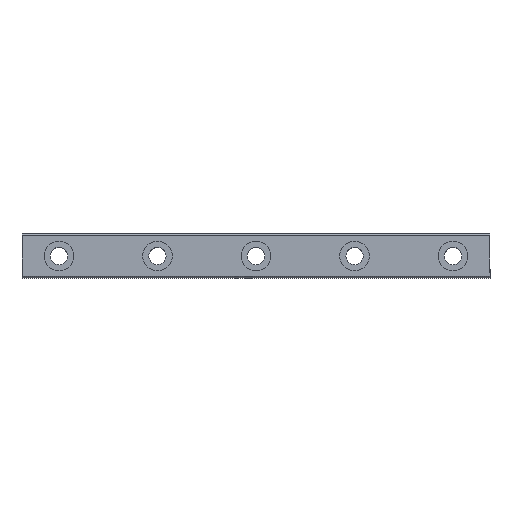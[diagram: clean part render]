
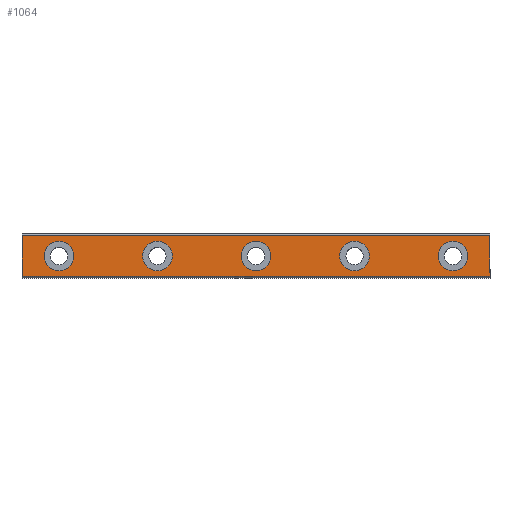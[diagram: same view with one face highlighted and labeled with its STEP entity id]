
A CAD part, top view. The second image highlights one B-rep face of the part: STEP entity #1064.
In plain terms, the highlighted planar face has unit normal (0, 0, 1).
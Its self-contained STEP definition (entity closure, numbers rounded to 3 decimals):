
#10 = ORIENTED_EDGE ( 'NONE', *, *, #1417, .T. ) ;
#19 = DIRECTION ( 'NONE',  ( 0., 0., -1. ) ) ;
#49 = CARTESIAN_POINT ( 'NONE',  ( 83., 0., 6.5 ) ) ;
#51 = ORIENTED_EDGE ( 'NONE', *, *, #1773, .T. ) ;
#59 = CARTESIAN_POINT ( 'NONE',  ( 40., 0., 6.5 ) ) ;
#60 = EDGE_LOOP ( 'NONE', ( #771, #1965 ) ) ;
#64 = CIRCLE ( 'NONE', #1294, 3. ) ;
#73 = CIRCLE ( 'NONE', #1896, 3. ) ;
#85 = CARTESIAN_POINT ( 'NONE',  ( 23., 0., 6.5 ) ) ;
#98 = EDGE_CURVE ( 'NONE', #2121, #2085, #64, .T. ) ;
#102 = AXIS2_PLACEMENT_3D ( 'NONE', #1759, #1249, #1413 ) ;
#106 = AXIS2_PLACEMENT_3D ( 'NONE', #1625, #922, #1798 ) ;
#123 = ORIENTED_EDGE ( 'NONE', *, *, #612, .T. ) ;
#138 = DIRECTION ( 'NONE',  ( 1., 0., 0. ) ) ;
#167 = VERTEX_POINT ( 'NONE', #85 ) ;
#175 = CARTESIAN_POINT ( 'NONE',  ( 20., 0., 6.5 ) ) ;
#181 = CARTESIAN_POINT ( 'NONE',  ( -7.5, 4.1, 6.5 ) ) ;
#191 = DIRECTION ( 'NONE',  ( 0., -1., 0. ) ) ;
#193 = EDGE_LOOP ( 'NONE', ( #10, #1447 ) ) ;
#214 = AXIS2_PLACEMENT_3D ( 'NONE', #1698, #1409, #724 ) ;
#234 = CARTESIAN_POINT ( 'NONE',  ( 37., 0., 6.5 ) ) ;
#239 = VECTOR ( 'NONE', #296, 1000. ) ;
#280 = FACE_BOUND ( 'NONE', #193, .T. ) ;
#286 = CIRCLE ( 'NONE', #569, 3. ) ;
#296 = DIRECTION ( 'NONE',  ( 0., -1., 0. ) ) ;
#297 = CARTESIAN_POINT ( 'NONE',  ( -7.5, -4.1, 6.5 ) ) ;
#300 = EDGE_LOOP ( 'NONE', ( #123, #1605 ) ) ;
#301 = DIRECTION ( 'NONE',  ( 0., -1., 0. ) ) ;
#339 = VERTEX_POINT ( 'NONE', #297 ) ;
#394 = CARTESIAN_POINT ( 'NONE',  ( 87.5, 4.1, 6.5 ) ) ;
#428 = ORIENTED_EDGE ( 'NONE', *, *, #1208, .T. ) ;
#429 = DIRECTION ( 'NONE',  ( 1., 0., 0. ) ) ;
#435 = FACE_BOUND ( 'NONE', #1560, .T. ) ;
#439 = EDGE_CURVE ( 'NONE', #1611, #167, #2096, .T. ) ;
#452 = VERTEX_POINT ( 'NONE', #517 ) ;
#463 = AXIS2_PLACEMENT_3D ( 'NONE', #2025, #1251, #429 ) ;
#517 = CARTESIAN_POINT ( 'NONE',  ( -3., 0., 6.5 ) ) ;
#550 = EDGE_CURVE ( 'NONE', #1622, #2150, #1366, .T. ) ;
#569 = AXIS2_PLACEMENT_3D ( 'NONE', #1181, #995, #1824 ) ;
#600 = FACE_BOUND ( 'NONE', #300, .T. ) ;
#609 = PLANE ( 'NONE',  #806 ) ;
#612 = EDGE_CURVE ( 'NONE', #452, #1596, #1120, .T. ) ;
#624 = EDGE_CURVE ( 'NONE', #339, #881, #2047, .T. ) ;
#699 = VERTEX_POINT ( 'NONE', #2102 ) ;
#720 = DIRECTION ( 'NONE',  ( 1., 0., 0. ) ) ;
#724 = DIRECTION ( 'NONE',  ( 1., 0., 0. ) ) ;
#746 = EDGE_CURVE ( 'NONE', #1764, #699, #1677, .T. ) ;
#761 = FACE_BOUND ( 'NONE', #60, .T. ) ;
#769 = ORIENTED_EDGE ( 'NONE', *, *, #1907, .F. ) ;
#771 = ORIENTED_EDGE ( 'NONE', *, *, #439, .T. ) ;
#794 = CARTESIAN_POINT ( 'NONE',  ( 60., 0., 6.5 ) ) ;
#796 = LINE ( 'NONE', #2134, #239 ) ;
#806 = AXIS2_PLACEMENT_3D ( 'NONE', #2119, #1636, #301 ) ;
#847 = CARTESIAN_POINT ( 'NONE',  ( -7.5, 4.1, 6.5 ) ) ;
#881 = VERTEX_POINT ( 'NONE', #2018 ) ;
#917 = EDGE_LOOP ( 'NONE', ( #51, #2051 ) ) ;
#922 = DIRECTION ( 'NONE',  ( 0., 0., -1. ) ) ;
#928 = DIRECTION ( 'NONE',  ( 0., 0., -1. ) ) ;
#932 = CARTESIAN_POINT ( 'NONE',  ( 3., 0., 6.5 ) ) ;
#935 = FACE_BOUND ( 'NONE', #917, .T. ) ;
#952 = DIRECTION ( 'NONE',  ( 0., 0., -1. ) ) ;
#966 = CARTESIAN_POINT ( 'NONE',  ( 43., 0., 6.5 ) ) ;
#985 = EDGE_CURVE ( 'NONE', #1206, #2133, #1386, .T. ) ;
#988 = CARTESIAN_POINT ( 'NONE',  ( 80., 0., 6.5 ) ) ;
#995 = DIRECTION ( 'NONE',  ( 0., 0., -1. ) ) ;
#1058 = DIRECTION ( 'NONE',  ( 1., 0., 0. ) ) ;
#1064 = ADVANCED_FACE ( 'NONE', ( #1453, #600, #761, #280, #435, #935 ), #609, .T. ) ;
#1083 = ORIENTED_EDGE ( 'NONE', *, *, #624, .T. ) ;
#1084 = DIRECTION ( 'NONE',  ( 1., 0., 0. ) ) ;
#1110 = ORIENTED_EDGE ( 'NONE', *, *, #746, .T. ) ;
#1120 = CIRCLE ( 'NONE', #102, 3. ) ;
#1128 = CIRCLE ( 'NONE', #463, 3. ) ;
#1156 = AXIS2_PLACEMENT_3D ( 'NONE', #175, #1533, #1840 ) ;
#1181 = CARTESIAN_POINT ( 'NONE',  ( 20., 0., 6.5 ) ) ;
#1206 = VERTEX_POINT ( 'NONE', #181 ) ;
#1208 = EDGE_CURVE ( 'NONE', #1206, #339, #2152, .T. ) ;
#1223 = ORIENTED_EDGE ( 'NONE', *, *, #985, .F. ) ;
#1249 = DIRECTION ( 'NONE',  ( 0., 0., -1. ) ) ;
#1251 = DIRECTION ( 'NONE',  ( 0., 0., -1. ) ) ;
#1266 = VECTOR ( 'NONE', #1411, 1000. ) ;
#1294 = AXIS2_PLACEMENT_3D ( 'NONE', #988, #19, #1658 ) ;
#1331 = CARTESIAN_POINT ( 'NONE',  ( 17., 0., 6.5 ) ) ;
#1366 = CIRCLE ( 'NONE', #2060, 3. ) ;
#1371 = CIRCLE ( 'NONE', #106, 3. ) ;
#1386 = LINE ( 'NONE', #1555, #1266 ) ;
#1409 = DIRECTION ( 'NONE',  ( 0., 0., -1. ) ) ;
#1411 = DIRECTION ( 'NONE',  ( 1., 0., 0. ) ) ;
#1413 = DIRECTION ( 'NONE',  ( 1., 0., 0. ) ) ;
#1417 = EDGE_CURVE ( 'NONE', #2150, #1622, #2105, .T. ) ;
#1436 = CARTESIAN_POINT ( 'NONE',  ( 63., 0., 6.5 ) ) ;
#1437 = AXIS2_PLACEMENT_3D ( 'NONE', #794, #952, #138 ) ;
#1447 = ORIENTED_EDGE ( 'NONE', *, *, #550, .T. ) ;
#1453 = FACE_OUTER_BOUND ( 'NONE', #1829, .T. ) ;
#1533 = DIRECTION ( 'NONE',  ( 0., 0., -1. ) ) ;
#1555 = CARTESIAN_POINT ( 'NONE',  ( -7.5, 4.1, 6.5 ) ) ;
#1560 = EDGE_LOOP ( 'NONE', ( #1756, #1110 ) ) ;
#1565 = EDGE_CURVE ( 'NONE', #699, #1764, #1371, .T. ) ;
#1566 = CARTESIAN_POINT ( 'NONE',  ( -7.5, -4.1, 6.5 ) ) ;
#1581 = CARTESIAN_POINT ( 'NONE',  ( 80., 0., 6.5 ) ) ;
#1596 = VERTEX_POINT ( 'NONE', #932 ) ;
#1605 = ORIENTED_EDGE ( 'NONE', *, *, #1778, .T. ) ;
#1611 = VERTEX_POINT ( 'NONE', #1331 ) ;
#1622 = VERTEX_POINT ( 'NONE', #966 ) ;
#1625 = CARTESIAN_POINT ( 'NONE',  ( 60., 0., 6.5 ) ) ;
#1636 = DIRECTION ( 'NONE',  ( 0., 0., 1. ) ) ;
#1643 = VECTOR ( 'NONE', #720, 1000. ) ;
#1658 = DIRECTION ( 'NONE',  ( 1., 0., 0. ) ) ;
#1677 = CIRCLE ( 'NONE', #1437, 3. ) ;
#1698 = CARTESIAN_POINT ( 'NONE',  ( 40., 0., 6.5 ) ) ;
#1706 = EDGE_CURVE ( 'NONE', #167, #1611, #286, .T. ) ;
#1756 = ORIENTED_EDGE ( 'NONE', *, *, #1565, .T. ) ;
#1759 = CARTESIAN_POINT ( 'NONE',  ( 0., 0., 6.5 ) ) ;
#1764 = VERTEX_POINT ( 'NONE', #1436 ) ;
#1773 = EDGE_CURVE ( 'NONE', #2085, #2121, #73, .T. ) ;
#1778 = EDGE_CURVE ( 'NONE', #1596, #452, #1128, .T. ) ;
#1798 = DIRECTION ( 'NONE',  ( 1., 0., 0. ) ) ;
#1822 = VECTOR ( 'NONE', #191, 1000. ) ;
#1824 = DIRECTION ( 'NONE',  ( 1., 0., 0. ) ) ;
#1829 = EDGE_LOOP ( 'NONE', ( #769, #1223, #428, #1083 ) ) ;
#1840 = DIRECTION ( 'NONE',  ( 1., 0., 0. ) ) ;
#1850 = CARTESIAN_POINT ( 'NONE',  ( 77., 0., 6.5 ) ) ;
#1896 = AXIS2_PLACEMENT_3D ( 'NONE', #1581, #928, #1084 ) ;
#1907 = EDGE_CURVE ( 'NONE', #2133, #881, #796, .T. ) ;
#1965 = ORIENTED_EDGE ( 'NONE', *, *, #1706, .T. ) ;
#2018 = CARTESIAN_POINT ( 'NONE',  ( 87.5, -4.1, 6.5 ) ) ;
#2025 = CARTESIAN_POINT ( 'NONE',  ( 0., 0., 6.5 ) ) ;
#2047 = LINE ( 'NONE', #1566, #1643 ) ;
#2051 = ORIENTED_EDGE ( 'NONE', *, *, #98, .T. ) ;
#2060 = AXIS2_PLACEMENT_3D ( 'NONE', #59, #2088, #1058 ) ;
#2085 = VERTEX_POINT ( 'NONE', #1850 ) ;
#2088 = DIRECTION ( 'NONE',  ( 0., 0., -1. ) ) ;
#2096 = CIRCLE ( 'NONE', #1156, 3. ) ;
#2102 = CARTESIAN_POINT ( 'NONE',  ( 57., 0., 6.5 ) ) ;
#2105 = CIRCLE ( 'NONE', #214, 3. ) ;
#2119 = CARTESIAN_POINT ( 'NONE',  ( -7.5, -4.1, 6.5 ) ) ;
#2121 = VERTEX_POINT ( 'NONE', #49 ) ;
#2133 = VERTEX_POINT ( 'NONE', #394 ) ;
#2134 = CARTESIAN_POINT ( 'NONE',  ( 87.5, -4.1, 6.5 ) ) ;
#2150 = VERTEX_POINT ( 'NONE', #234 ) ;
#2152 = LINE ( 'NONE', #847, #1822 ) ;
